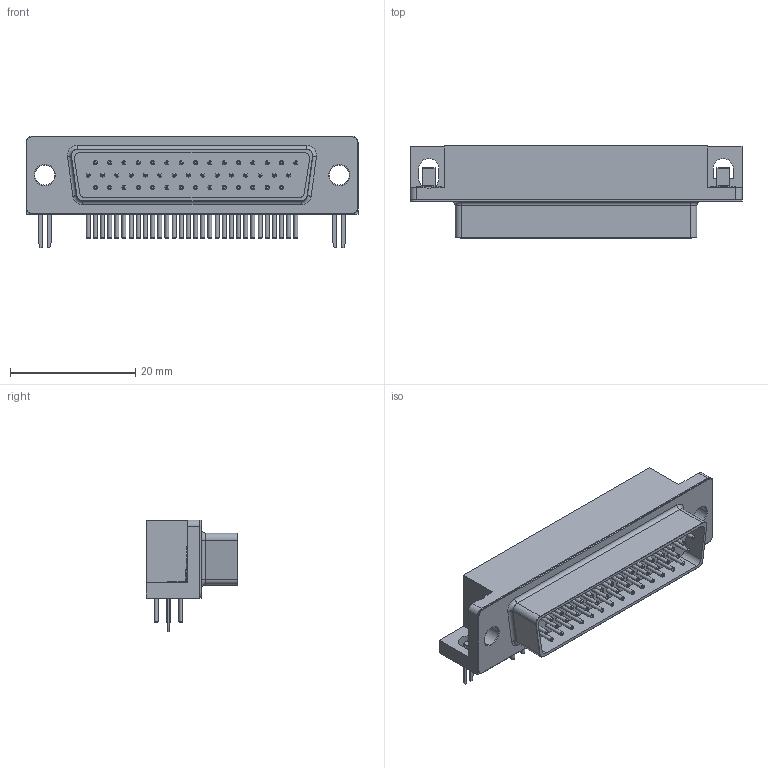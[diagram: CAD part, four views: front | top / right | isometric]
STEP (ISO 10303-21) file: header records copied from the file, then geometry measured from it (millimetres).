
FILE_DESCRIPTION(/* description */ ('model of DSUB-44-HD_Male_Horizontal_P2.29x1.98mm_EdgePinOffset3.03mm_Housed_MountingHolesOffset4.94mm'),/* implementation_level */ '2;1');
FILE_NAME(/* name */ 'DSUB-44-HD_Male_Horizontal_P2.29x1.98mm_EdgePinOffset3.03mm_Housed_MountingHolesOffset4.94mm.step',/* time_stamp */ '2024-02-10T16:09:13',/* author */ ('KiCAD','kicad'),/* organization */ ('OCCT'),/* preprocessor_version */ '',/* originating_system */ 'KiCAD',/* authorisation */ '');
FILE_SCHEMA(('AUTOMOTIVE_DESIGN { 1 0 10303 214 1 1 1 1 }'));
Length unit declared in the file: millimetre
Products named in the file (1): DSUB-44-HD_Male_Horizontal_P2.29x1.98mm_EdgePinOffset3.03mm_Housed_
MountingHolesOffset4.94mm
Bounding box: 53.1 x 14.7 x 17.9 mm (x, y, z)
Volume: 6008.3 mm3; surface area: 4546.5 mm2
Topology: 1 solids, 2 shells, 436 faces, 916 edges, 568 vertices
Faces by surface type: cylinder 168, plane 162, torus 98, cone 4, revolution 4
Full cylindrical faces by diameter (mm): 0.64 x132, 3.2 x2, 4 x2
Entity records: 18266 total; most frequent: CARTESIAN_POINT 2413, DIRECTION 2320, ORIENTED_EDGE 1832, AXIS2_PLACEMENT_3D 973, EDGE_CURVE 916, PRESENTATION_STYLE_ASSIGNMENT 646, SURFACE_STYLE_USAGE 646, SURFACE_SIDE_STYLE 646
